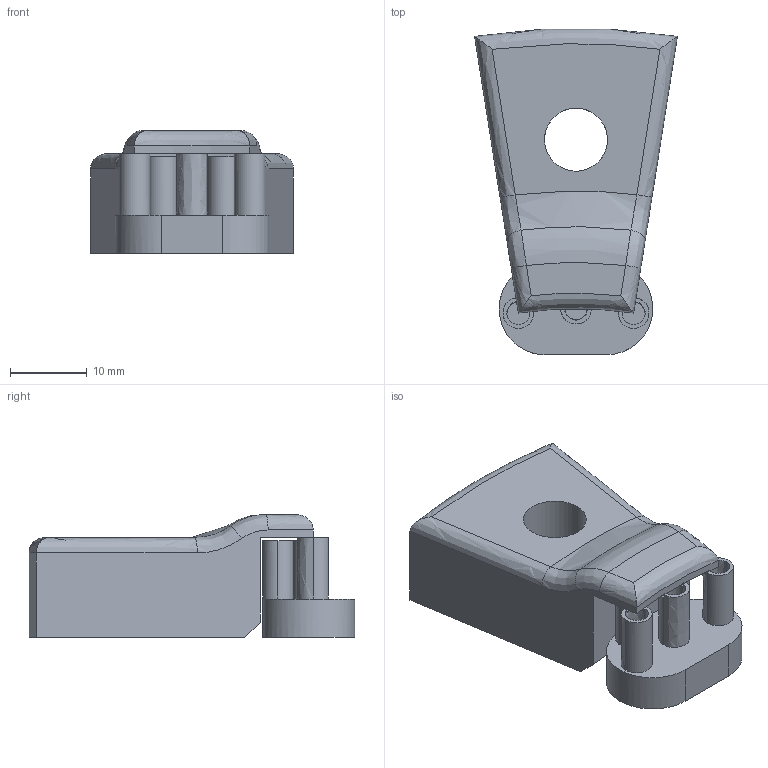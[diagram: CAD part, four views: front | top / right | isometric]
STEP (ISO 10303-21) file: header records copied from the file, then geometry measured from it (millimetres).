
FILE_DESCRIPTION(/* description */ (''),/* implementation_level */ '2;1');
FILE_NAME(/* name */ 'BXA9WL~N',/* time_stamp */ '2014-10-30T17:39:13+01:00',/* author */ (''),/* organization */ (''),/* preprocessor_version */ 'ST-DEVELOPER v15',/* originating_system */ '',/* authorisation */ '');
FILE_SCHEMA (('CONFIG_CONTROL_DESIGN'));
Length unit declared in the file: millimetre
Products named in the file (1): Document
Bounding box: 26.44 x 42.38 x 16 mm (x, y, z)
Volume: 8107.3 mm3; surface area: 4651.4 mm2
Topology: 1 solids, 2 shells, 85 faces, 213 edges, 134 vertices
Faces by surface type: bspline 57, plane 28
Entity records: 3288 total; most frequent: CARTESIAN_POINT 1929, ORIENTED_EDGE 414, EDGE_CURVE 213, VERTEX_POINT 134, B_SPLINE_CURVE_WITH_KNOTS 122, EDGE_LOOP 95, ADVANCED_FACE 85, FACE_OUTER_BOUND 85
